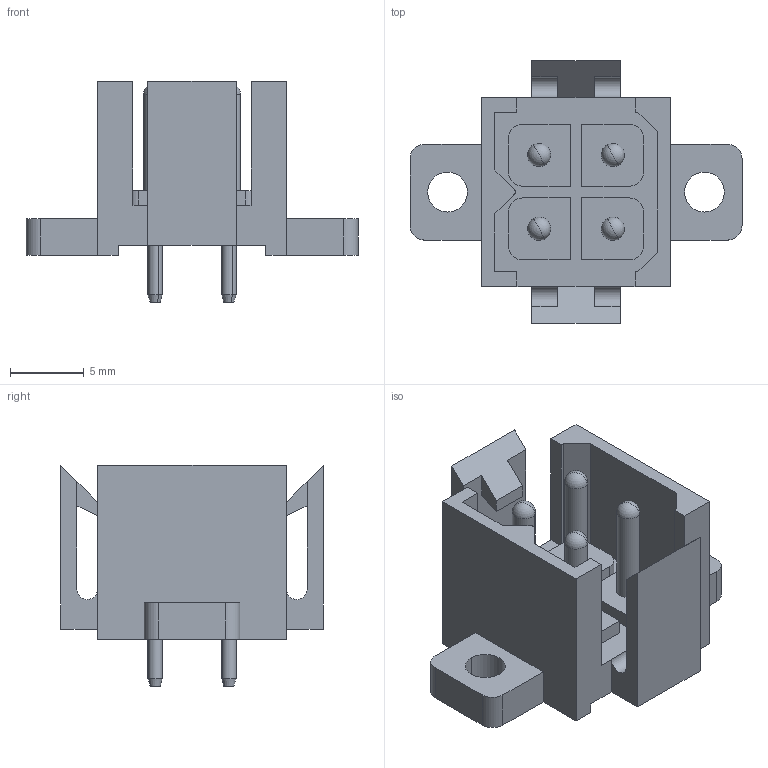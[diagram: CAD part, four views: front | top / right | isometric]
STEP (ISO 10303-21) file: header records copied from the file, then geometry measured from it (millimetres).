
FILE_DESCRIPTION(('CATIA V5 STEP Exchange','CAx-IF Rec.Pracs.--- Model Styling and Organization---1.2---2011-12-15'),'2;1');
FILE_NAME ('D1452013_0_1440900000_1440900000.stp','2018-09-20T17:53:27+00:00',('none'),('Weidmueller'),'CATIA Version 5-6 Release 2014','CATIA V5 STEP AP214','none');
FILE_SCHEMA(('AUTOMOTIVE_DESIGN { 1 0 10303 214 1 1 1 1 }'));
Length unit declared in the file: millimetre
Products named in the file (1): 1440900000
Bounding box: 22.5 x 17.8 x 15 mm (x, y, z)
Volume: 1189.5 mm3; surface area: 1939.6 mm2
Topology: 5 solids, 5 shells, 142 faces, 364 edges, 232 vertices
Faces by surface type: plane 83, cylinder 43, sphere 8, cone 8
Entity records: 3912 total; most frequent: ORIENTED_EDGE 712, CARTESIAN_POINT 677, DIRECTION 532, EDGE_CURVE 356, VECTOR 254, LINE 254, VERTEX_POINT 232, AXIS2_PLACEMENT_3D 191
